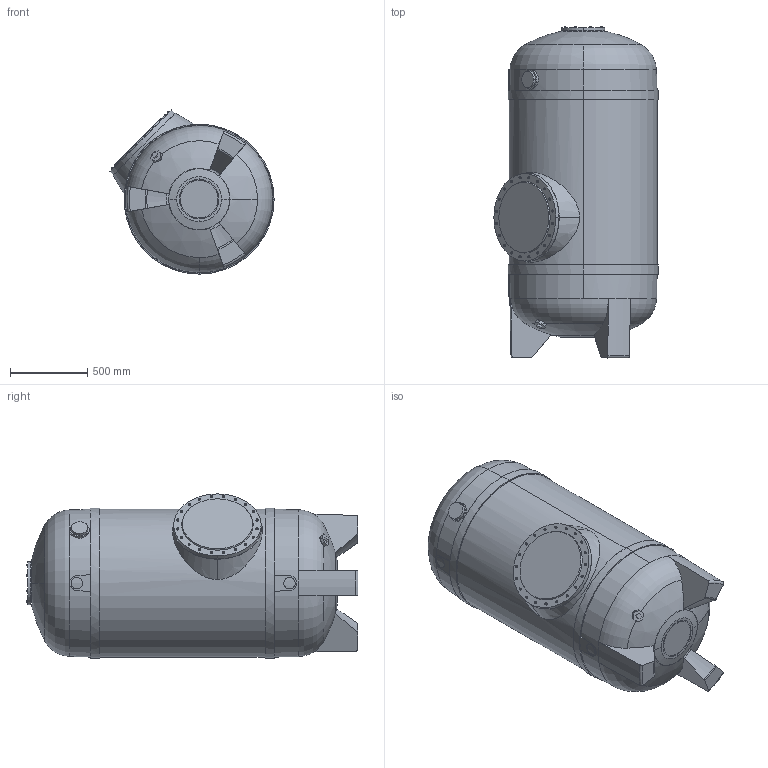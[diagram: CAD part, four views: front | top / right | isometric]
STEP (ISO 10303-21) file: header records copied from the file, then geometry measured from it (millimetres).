
FILE_DESCRIPTION (( 'STEP AP214' ), '1' );
FILE_NAME ('DCH_P_960.STEP', '2019-04-09T07:28:50', ( '' ), ( '' ), 'SwSTEP 2.0', 'SolidWorks 2018', '' );
FILE_SCHEMA (( 'AUTOMOTIVE_DESIGN' ));
Length unit declared in the file: millimetre
Products named in the file (1): DCH_P_960
Bounding box: 1060.29 x 2143.06 x 1060.29 mm (x, y, z)
Volume: 158637886 mm3; surface area: 13660498.3 mm2
Topology: 1 solids, 22 shells, 568 faces, 1308 edges, 852 vertices
Faces by surface type: plane 310, cylinder 140, sphere 68, cone 30, torus 20
Entity records: 21722 total; most frequent: CARTESIAN_POINT 3496, DIRECTION 2891, ORIENTED_EDGE 2552, EDGE_CURVE 1276, AXIS2_PLACEMENT_3D 1062, VERTEX_POINT 836, LINE 767, VECTOR 767
